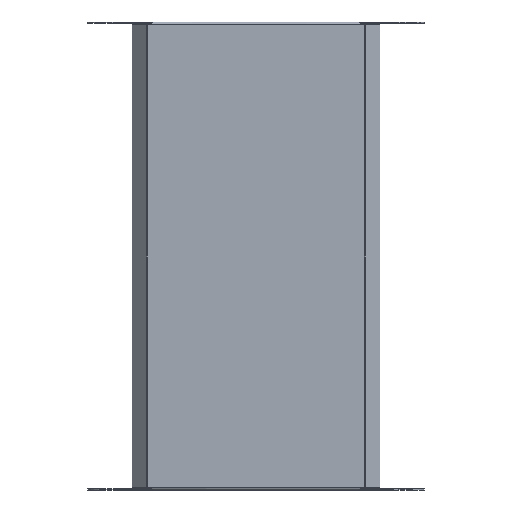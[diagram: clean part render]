
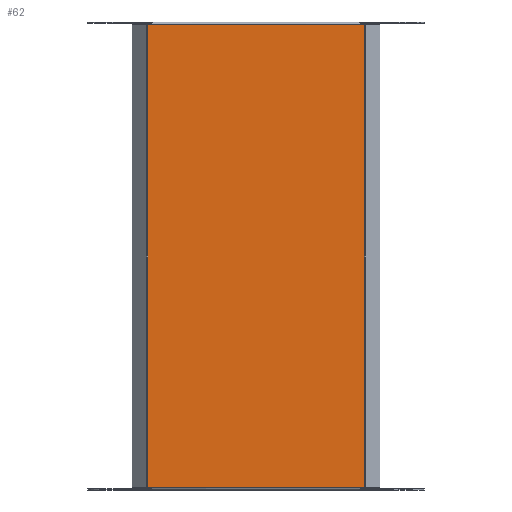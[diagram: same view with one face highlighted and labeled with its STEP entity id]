
A CAD part, front view. The second image highlights one B-rep face of the part: STEP entity #62.
In plain terms, the highlighted planar face has unit normal (0, -1, 0).
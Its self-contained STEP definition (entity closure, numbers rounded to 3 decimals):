
#62 = ADVANCED_FACE ( 'NONE', ( #118 ), #530, .T. ) ;
#87 = VERTEX_POINT ( 'NONE', #2154 ) ;
#98 = AXIS2_PLACEMENT_3D ( 'NONE', #564, #826, #275 ) ;
#118 = FACE_OUTER_BOUND ( 'NONE', #2426, .T. ) ;
#153 = DIRECTION ( 'NONE',  ( 0., 0., -1. ) ) ;
#175 = VECTOR ( 'NONE', #3225, 1000. ) ;
#206 = EDGE_CURVE ( 'NONE', #2433, #2566, #1548, .T. ) ;
#252 = CARTESIAN_POINT ( 'NONE',  ( -102.907, 0., 200. ) ) ;
#261 = LINE ( 'NONE', #1209, #1490 ) ;
#275 = DIRECTION ( 'NONE',  ( 0., 0., -1. ) ) ;
#333 = CARTESIAN_POINT ( 'NONE',  ( -91.75, 0., -197.5 ) ) ;
#356 = CARTESIAN_POINT ( 'NONE',  ( -102.907, 0., 197.5 ) ) ;
#357 = VERTEX_POINT ( 'NONE', #918 ) ;
#360 = CARTESIAN_POINT ( 'NONE',  ( -144., 0., -197.75 ) ) ;
#364 = VERTEX_POINT ( 'NONE', #2272 ) ;
#365 = DIRECTION ( 'NONE',  ( 0., 0., -1. ) ) ;
#458 = LINE ( 'NONE', #747, #822 ) ;
#475 = EDGE_CURVE ( 'NONE', #649, #87, #3042, .T. ) ;
#509 = DIRECTION ( 'NONE',  ( -1., 0., 0. ) ) ;
#530 = PLANE ( 'NONE',  #1743 ) ;
#564 = CARTESIAN_POINT ( 'NONE',  ( -91.75, 0., 200.75 ) ) ;
#609 = ORIENTED_EDGE ( 'NONE', *, *, #2457, .F. ) ;
#618 = CARTESIAN_POINT ( 'NONE',  ( -90.5, 0., 197.75 ) ) ;
#634 = DIRECTION ( 'NONE',  ( 1., 0., 0. ) ) ;
#649 = VERTEX_POINT ( 'NONE', #333 ) ;
#653 = VECTOR ( 'NONE', #1317, 1000. ) ;
#674 = DIRECTION ( 'NONE',  ( 1., 0., 0. ) ) ;
#698 = CARTESIAN_POINT ( 'NONE',  ( -93.25, 0., -197.5 ) ) ;
#720 = VECTOR ( 'NONE', #2521, 1000. ) ;
#727 = ORIENTED_EDGE ( 'NONE', *, *, #3258, .T. ) ;
#747 = CARTESIAN_POINT ( 'NONE',  ( -93.25, 0., 197.5 ) ) ;
#775 = CARTESIAN_POINT ( 'NONE',  ( 91.75, 0., 200.75 ) ) ;
#822 = VECTOR ( 'NONE', #3405, 1000. ) ;
#826 = DIRECTION ( 'NONE',  ( 0., 1., 0. ) ) ;
#853 = LINE ( 'NONE', #2004, #1782 ) ;
#918 = CARTESIAN_POINT ( 'NONE',  ( 91.75, 0., 197.5 ) ) ;
#947 = EDGE_CURVE ( 'NONE', #357, #2433, #261, .T. ) ;
#996 = DIRECTION ( 'NONE',  ( -1., 0., 0. ) ) ;
#1011 = ORIENTED_EDGE ( 'NONE', *, *, #1794, .T. ) ;
#1022 = LINE ( 'NONE', #2787, #720 ) ;
#1072 = CARTESIAN_POINT ( 'NONE',  ( -144., 0., 200. ) ) ;
#1076 = CIRCLE ( 'NONE', #98, 3.25 ) ;
#1087 = ORIENTED_EDGE ( 'NONE', *, *, #947, .F. ) ;
#1088 = DIRECTION ( 'NONE',  ( 0., -1., 0. ) ) ;
#1137 = ORIENTED_EDGE ( 'NONE', *, *, #2414, .T. ) ;
#1164 = EDGE_CURVE ( 'NONE', #2826, #2060, #853, .T. ) ;
#1169 = EDGE_CURVE ( 'NONE', #2566, #2983, #1360, .T. ) ;
#1209 = CARTESIAN_POINT ( 'NONE',  ( -93.25, 0., 197.5 ) ) ;
#1219 = DIRECTION ( 'NONE',  ( 1., 0., 0. ) ) ;
#1220 = ORIENTED_EDGE ( 'NONE', *, *, #2369, .F. ) ;
#1282 = VERTEX_POINT ( 'NONE', #3132 ) ;
#1296 = CARTESIAN_POINT ( 'NONE',  ( 102.907, 0., -197.5 ) ) ;
#1307 = ORIENTED_EDGE ( 'NONE', *, *, #1164, .F. ) ;
#1317 = DIRECTION ( 'NONE',  ( 0., 0., 1. ) ) ;
#1322 = DIRECTION ( 'NONE',  ( 0., 1., 0. ) ) ;
#1326 = ORIENTED_EDGE ( 'NONE', *, *, #206, .F. ) ;
#1340 = DIRECTION ( 'NONE',  ( 0., 0., -1. ) ) ;
#1349 = VERTEX_POINT ( 'NONE', #2876 ) ;
#1360 = LINE ( 'NONE', #3075, #1653 ) ;
#1421 = CARTESIAN_POINT ( 'NONE',  ( -144., 0., 197.5 ) ) ;
#1445 = AXIS2_PLACEMENT_3D ( 'NONE', #1721, #3320, #365 ) ;
#1456 = CARTESIAN_POINT ( 'NONE',  ( 90.5, 0., -197.75 ) ) ;
#1490 = VECTOR ( 'NONE', #674, 1000. ) ;
#1516 = LINE ( 'NONE', #2460, #175 ) ;
#1535 = ORIENTED_EDGE ( 'NONE', *, *, #3184, .F. ) ;
#1548 = LINE ( 'NONE', #1421, #3122 ) ;
#1584 = DIRECTION ( 'NONE',  ( 0., 0., -1. ) ) ;
#1607 = DIRECTION ( 'NONE',  ( 0., 0., -1. ) ) ;
#1620 = CARTESIAN_POINT ( 'NONE',  ( 102.907, 0., 197.5 ) ) ;
#1653 = VECTOR ( 'NONE', #153, 1000. ) ;
#1686 = LINE ( 'NONE', #2934, #1774 ) ;
#1721 = CARTESIAN_POINT ( 'NONE',  ( 91.75, 0., -200.75 ) ) ;
#1733 = VERTEX_POINT ( 'NONE', #1456 ) ;
#1743 = AXIS2_PLACEMENT_3D ( 'NONE', #1072, #1088, #1607 ) ;
#1774 = VECTOR ( 'NONE', #509, 1000. ) ;
#1782 = VECTOR ( 'NONE', #1219, 1000. ) ;
#1794 = EDGE_CURVE ( 'NONE', #1733, #3278, #2895, .T. ) ;
#1824 = AXIS2_PLACEMENT_3D ( 'NONE', #1827, #2626, #1340 ) ;
#1827 = CARTESIAN_POINT ( 'NONE',  ( -91.75, 0., -200.75 ) ) ;
#1885 = VECTOR ( 'NONE', #2243, 1000. ) ;
#2004 = CARTESIAN_POINT ( 'NONE',  ( -93.25, 0., 197.5 ) ) ;
#2060 = VERTEX_POINT ( 'NONE', #2069 ) ;
#2069 = CARTESIAN_POINT ( 'NONE',  ( -91.75, 0., 197.5 ) ) ;
#2154 = CARTESIAN_POINT ( 'NONE',  ( -93.25, 0., -197.5 ) ) ;
#2156 = EDGE_CURVE ( 'NONE', #357, #3004, #3133, .T. ) ;
#2159 = EDGE_CURVE ( 'NONE', #1282, #3278, #1686, .T. ) ;
#2243 = DIRECTION ( 'NONE',  ( -1., 0., 0. ) ) ;
#2272 = CARTESIAN_POINT ( 'NONE',  ( -90.5, 0., -197.75 ) ) ;
#2309 = VECTOR ( 'NONE', #634, 1000. ) ;
#2340 = VECTOR ( 'NONE', #996, 1000. ) ;
#2369 = EDGE_CURVE ( 'NONE', #87, #1349, #2646, .T. ) ;
#2407 = CARTESIAN_POINT ( 'NONE',  ( 91.75, 0., -197.5 ) ) ;
#2414 = EDGE_CURVE ( 'NONE', #364, #1733, #3214, .T. ) ;
#2426 = EDGE_LOOP ( 'NONE', ( #1137, #1011, #3339, #3091, #2925, #1326, #1087, #2776, #609, #727, #1307, #3188, #1535, #1220, #2869, #3341 ) ) ;
#2433 = VERTEX_POINT ( 'NONE', #2794 ) ;
#2443 = DIRECTION ( 'NONE',  ( 1., 0., 0. ) ) ;
#2457 = EDGE_CURVE ( 'NONE', #2643, #3004, #1516, .T. ) ;
#2460 = CARTESIAN_POINT ( 'NONE',  ( -144., 0., 197.75 ) ) ;
#2521 = DIRECTION ( 'NONE',  ( 1., 0., 0. ) ) ;
#2531 = CARTESIAN_POINT ( 'NONE',  ( -144., 0., -197.5 ) ) ;
#2566 = VERTEX_POINT ( 'NONE', #1620 ) ;
#2568 = CARTESIAN_POINT ( 'NONE',  ( 90.5, 0., 197.75 ) ) ;
#2572 = CARTESIAN_POINT ( 'NONE',  ( -93.25, 0., 197.5 ) ) ;
#2626 = DIRECTION ( 'NONE',  ( 0., 1., 0. ) ) ;
#2642 = EDGE_CURVE ( 'NONE', #1282, #2983, #1022, .T. ) ;
#2643 = VERTEX_POINT ( 'NONE', #618 ) ;
#2646 = LINE ( 'NONE', #2531, #1885 ) ;
#2776 = ORIENTED_EDGE ( 'NONE', *, *, #2156, .T. ) ;
#2787 = CARTESIAN_POINT ( 'NONE',  ( 93.25, 0., -197.5 ) ) ;
#2794 = CARTESIAN_POINT ( 'NONE',  ( 93.25, 0., 197.5 ) ) ;
#2824 = AXIS2_PLACEMENT_3D ( 'NONE', #775, #1322, #1584 ) ;
#2826 = VERTEX_POINT ( 'NONE', #2572 ) ;
#2830 = CIRCLE ( 'NONE', #1824, 3.25 ) ;
#2869 = ORIENTED_EDGE ( 'NONE', *, *, #475, .F. ) ;
#2876 = CARTESIAN_POINT ( 'NONE',  ( -102.907, 0., -197.5 ) ) ;
#2895 = CIRCLE ( 'NONE', #1445, 3.25 ) ;
#2925 = ORIENTED_EDGE ( 'NONE', *, *, #1169, .F. ) ;
#2934 = CARTESIAN_POINT ( 'NONE',  ( -93.25, 0., -197.5 ) ) ;
#2966 = EDGE_CURVE ( 'NONE', #2826, #3431, #458, .T. ) ;
#2983 = VERTEX_POINT ( 'NONE', #1296 ) ;
#3004 = VERTEX_POINT ( 'NONE', #2568 ) ;
#3042 = LINE ( 'NONE', #698, #2340 ) ;
#3075 = CARTESIAN_POINT ( 'NONE',  ( 102.907, 0., 200. ) ) ;
#3091 = ORIENTED_EDGE ( 'NONE', *, *, #2642, .T. ) ;
#3122 = VECTOR ( 'NONE', #2443, 1000. ) ;
#3132 = CARTESIAN_POINT ( 'NONE',  ( 93.25, 0., -197.5 ) ) ;
#3133 = CIRCLE ( 'NONE', #2824, 3.25 ) ;
#3184 = EDGE_CURVE ( 'NONE', #1349, #3431, #3415, .T. ) ;
#3188 = ORIENTED_EDGE ( 'NONE', *, *, #2966, .T. ) ;
#3214 = LINE ( 'NONE', #360, #2309 ) ;
#3225 = DIRECTION ( 'NONE',  ( 1., 0., 0. ) ) ;
#3232 = EDGE_CURVE ( 'NONE', #649, #364, #2830, .T. ) ;
#3258 = EDGE_CURVE ( 'NONE', #2643, #2060, #1076, .T. ) ;
#3278 = VERTEX_POINT ( 'NONE', #2407 ) ;
#3320 = DIRECTION ( 'NONE',  ( 0., 1., 0. ) ) ;
#3339 = ORIENTED_EDGE ( 'NONE', *, *, #2159, .F. ) ;
#3341 = ORIENTED_EDGE ( 'NONE', *, *, #3232, .T. ) ;
#3405 = DIRECTION ( 'NONE',  ( -1., 0., 0. ) ) ;
#3415 = LINE ( 'NONE', #252, #653 ) ;
#3431 = VERTEX_POINT ( 'NONE', #356 ) ;
